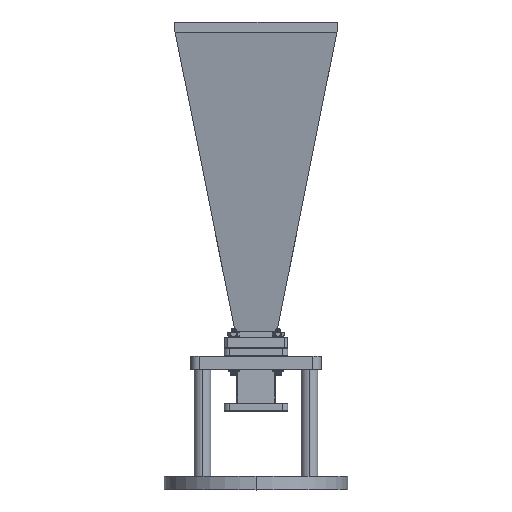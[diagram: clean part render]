
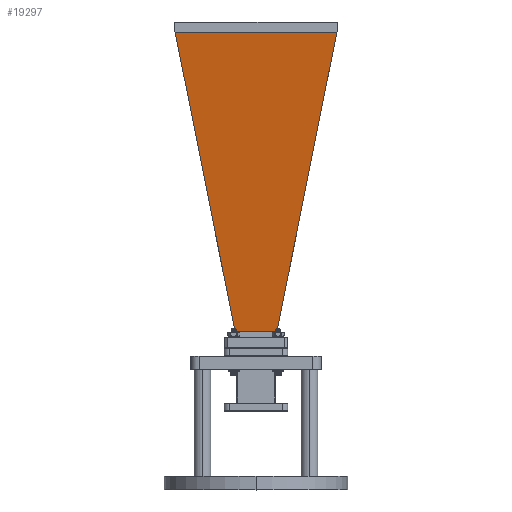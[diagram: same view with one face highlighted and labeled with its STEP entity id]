
A CAD part, top view. The second image highlights one B-rep face of the part: STEP entity #19297.
In plain terms, the highlighted face is planar.
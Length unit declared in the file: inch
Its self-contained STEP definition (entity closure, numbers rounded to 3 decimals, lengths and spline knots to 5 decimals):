
#782 = VECTOR ( 'NONE', #3294, 39.37008 ) ;
#1063 = DIRECTION ( 'NONE',  ( -0.159, 0., 0.987 ) ) ;
#3294 = DIRECTION ( 'NONE',  ( 0., 1., 0. ) ) ;
#5932 = VERTEX_POINT ( 'NONE', #15703 ) ;
#6069 = ORIENTED_EDGE ( 'NONE', *, *, #9920, .T. ) ;
#6353 = ORIENTED_EDGE ( 'NONE', *, *, #23569, .T. ) ;
#7303 = CARTESIAN_POINT ( 'NONE',  ( -0.30561, -0.49356, 1.95904 ) ) ;
#9920 = EDGE_CURVE ( 'NONE', #16900, #32824, #10282, .T. ) ;
#10282 = LINE ( 'NONE', #32364, #34924 ) ;
#12088 = FACE_OUTER_BOUND ( 'NONE', #31457, .T. ) ;
#13386 = CARTESIAN_POINT ( 'NONE',  ( -0.30561, 0.49356, 1.95904 ) ) ;
#14138 = CARTESIAN_POINT ( 'NONE',  ( -1.44077, -1.90525, 8.99933 ) ) ;
#15033 = CARTESIAN_POINT ( 'NONE',  ( -0.8906, 0., 5.5872 ) ) ;
#15618 = EDGE_CURVE ( 'NONE', #5932, #20437, #32503, .T. ) ;
#15703 = CARTESIAN_POINT ( 'NONE',  ( -0.30561, -0.49356, 1.95904 ) ) ;
#16900 = VERTEX_POINT ( 'NONE', #22890 ) ;
#17649 = AXIS2_PLACEMENT_3D ( 'NONE', #15033, #26263, #1063 ) ;
#18143 = VECTOR ( 'NONE', #35437, 39.37008 ) ;
#18626 = EDGE_CURVE ( 'NONE', #32824, #5932, #21326, .T. ) ;
#18789 = VECTOR ( 'NONE', #26322, 39.37008 ) ;
#19297 = ADVANCED_FACE ( 'NONE', ( #12088 ), #29370, .T. ) ;
#20437 = VERTEX_POINT ( 'NONE', #14138 ) ;
#21326 = LINE ( 'NONE', #31835, #18789 ) ;
#22890 = CARTESIAN_POINT ( 'NONE',  ( -1.44077, 1.90525, 8.99933 ) ) ;
#23569 = EDGE_CURVE ( 'NONE', #20437, #16900, #34549, .T. ) ;
#26263 = DIRECTION ( 'NONE',  ( -0.987, 0., -0.159 ) ) ;
#26322 = DIRECTION ( 'NONE',  ( 0., -1., 0. ) ) ;
#28398 = ORIENTED_EDGE ( 'NONE', *, *, #15618, .T. ) ;
#29040 = ORIENTED_EDGE ( 'NONE', *, *, #18626, .T. ) ;
#29370 = PLANE ( 'NONE',  #17649 ) ;
#29776 = DIRECTION ( 'NONE',  ( 0.156, -0.194, -0.968 ) ) ;
#31437 = CARTESIAN_POINT ( 'NONE',  ( -1.44077, 0., 8.99933 ) ) ;
#31457 = EDGE_LOOP ( 'NONE', ( #29040, #28398, #6353, #6069 ) ) ;
#31835 = CARTESIAN_POINT ( 'NONE',  ( -0.30561, 0., 1.95904 ) ) ;
#32364 = CARTESIAN_POINT ( 'NONE',  ( -1.44077, 1.90525, 8.99933 ) ) ;
#32503 = LINE ( 'NONE', #7303, #18143 ) ;
#32824 = VERTEX_POINT ( 'NONE', #13386 ) ;
#34549 = LINE ( 'NONE', #31437, #782 ) ;
#34924 = VECTOR ( 'NONE', #29776, 39.37008 ) ;
#35437 = DIRECTION ( 'NONE',  ( -0.156, -0.194, 0.968 ) ) ;
